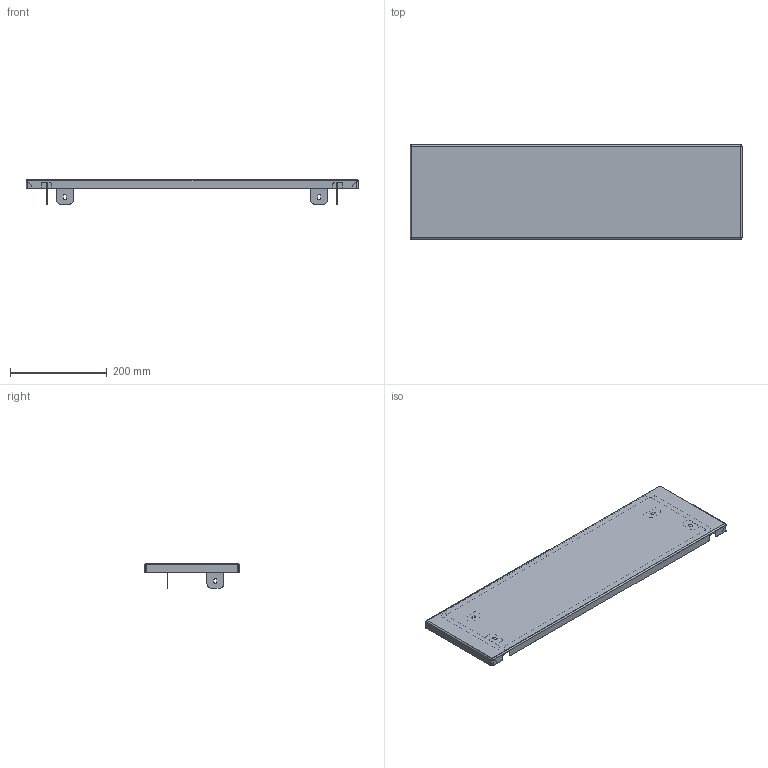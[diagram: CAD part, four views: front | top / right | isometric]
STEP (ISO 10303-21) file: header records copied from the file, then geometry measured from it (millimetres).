
FILE_DESCRIPTION (( 'STEP AP214' ), '1' );
FILE_NAME ('647.020.STEP', '2024-10-14T06:25:11', ( '' ), ( '' ), 'SwSTEP 2.0', 'SolidWorks 2021', '' );
FILE_SCHEMA (( 'AUTOMOTIVE_DESIGN' ));
Length unit declared in the file: millimetre
Products named in the file (6): Øïèëüêà ïðèâàðíàÿ Ì6õ16; Ãàéêà M6 DIN6923.step; Ñòàðòîâàÿ ïàíåëü ñïëîøíàÿ W700H200; Ãàñêåòèíã W700H200; 647.020; 640.001
Assembly tree (14 placements, depth 2):
  647.020
    Ñòàðòîâàÿ ïàíåëü ñïëîøíàÿ W700H200
    Øïèëüêà ïðèâàðíàÿ Ì6õ16  x4
    Ãàñêåòèíã W700H200
    640.001  x4
    Ãàéêà M6 DIN6923.step  x4
Bounding box: 685.6 x 195 x 51.5 mm (x, y, z)
Volume: 293635.2 mm3; surface area: 381858.2 mm2
Topology: 14 solids, 14 shells, 424 faces, 1044 edges, 650 vertices
Faces by surface type: plane 199, cylinder 129, cone 48, torus 40, bspline 8
Entity records: 6354 total; most frequent: CARTESIAN_POINT 1580, DIRECTION 976, ORIENTED_EDGE 912, EDGE_CURVE 456, AXIS2_PLACEMENT_3D 352, LINE 272, VECTOR 272, VERTEX_POINT 272
